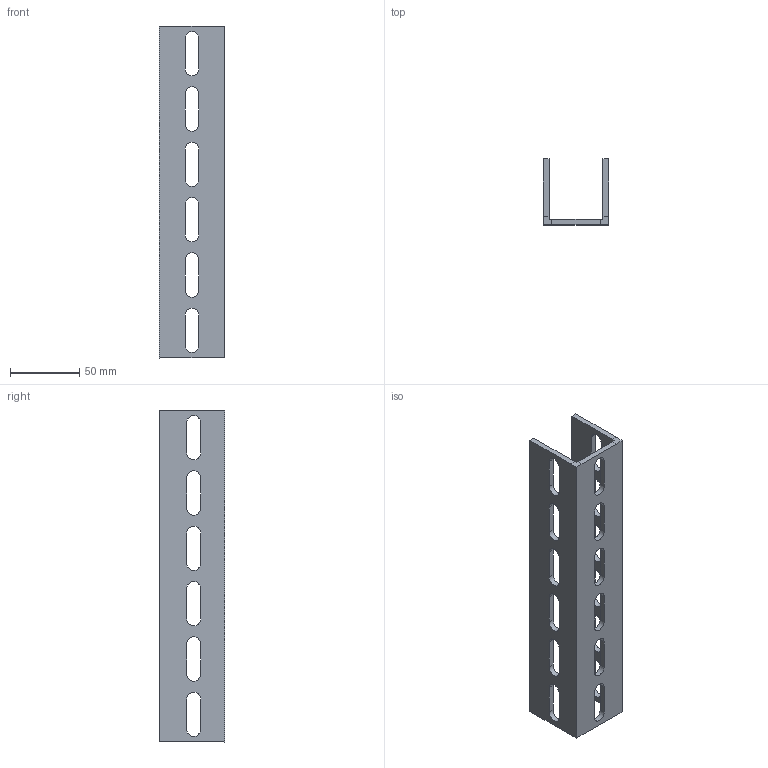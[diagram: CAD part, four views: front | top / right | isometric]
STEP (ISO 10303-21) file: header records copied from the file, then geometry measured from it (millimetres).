
FILE_DESCRIPTION(/* description */ (''),/* implementation_level */ '2;1');
FILE_NAME(/* name */ 'SLPU50-50.ipt.stp',/* time_stamp */ '2023-05-18T11:25:21+03:00',/* author */ ('Man88'),/* organization */ (''),/* preprocessor_version */ 'ST-DEVELOPER v19.2',/* originating_system */ 'Autodesk Inventor 2023',/* authorisation */ '');
FILE_SCHEMA (('AUTOMOTIVE_DESIGN { 1 0 10303 214 3 1 1 }'));
Length unit declared in the file: millimetre
Products named in the file (1): Соединитель швеллера 
50-50-2.5
Bounding box: 46.99 x 47.6 x 240 mm (x, y, z)
Volume: 107325.2 mm3; surface area: 62086.1 mm2
Topology: 1 solids, 1 shells, 90 faces, 264 edges, 176 vertices
Faces by surface type: plane 54, cylinder 36
Entity records: 3214 total; most frequent: CARTESIAN_POINT 531, ORIENTED_EDGE 528, DIRECTION 518, EDGE_CURVE 264, LINE 192, VECTOR 192, VERTEX_POINT 176, AXIS2_PLACEMENT_3D 163
